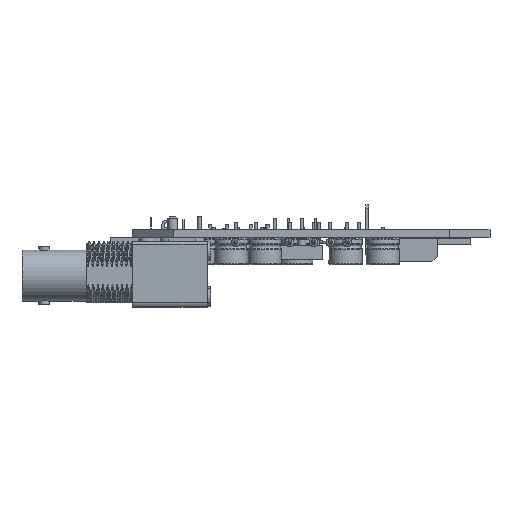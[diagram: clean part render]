
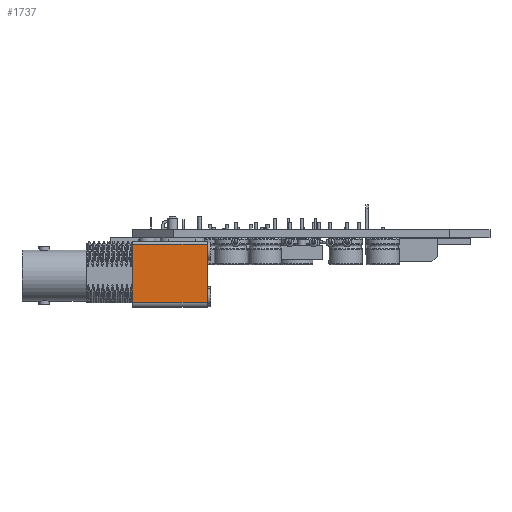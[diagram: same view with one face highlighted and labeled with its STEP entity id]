
A CAD part, front view. The second image highlights one B-rep face of the part: STEP entity #1737.
In plain terms, the highlighted face is planar.
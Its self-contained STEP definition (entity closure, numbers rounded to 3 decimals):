
#843 = EDGE_CURVE('',#844,#846,#848,.T.);
#844 = VERTEX_POINT('',#845);
#845 = CARTESIAN_POINT('',(7.35,-1.42,12.1));
#846 = VERTEX_POINT('',#847);
#847 = CARTESIAN_POINT('',(7.35,-1.42,1.2));
#848 = LINE('',#849,#850);
#849 = CARTESIAN_POINT('',(7.35,-1.42,12.1));
#850 = VECTOR('',#851,1.);
#851 = DIRECTION('',(0.,0.,-1.));
#1172 = EDGE_CURVE('',#1173,#1175,#1177,.T.);
#1173 = VERTEX_POINT('',#1174);
#1174 = CARTESIAN_POINT('',(7.35,12.68,12.1));
#1175 = VERTEX_POINT('',#1176);
#1176 = CARTESIAN_POINT('',(7.35,12.68,1.2));
#1177 = LINE('',#1178,#1179);
#1178 = CARTESIAN_POINT('',(7.35,12.68,12.1));
#1179 = VECTOR('',#1180,1.);
#1180 = DIRECTION('',(0.,0.,-1.));
#1402 = EDGE_CURVE('',#846,#1175,#1403,.T.);
#1403 = LINE('',#1404,#1405);
#1404 = CARTESIAN_POINT('',(7.35,-1.42,1.2));
#1405 = VECTOR('',#1406,1.);
#1406 = DIRECTION('',(0.,1.,0.));
#1737 = ADVANCED_FACE('',(#1738),#1749,.F.);
#1738 = FACE_BOUND('',#1739,.F.);
#1739 = EDGE_LOOP('',(#1740,#1746,#1747,#1748));
#1740 = ORIENTED_EDGE('',*,*,#1741,.T.);
#1741 = EDGE_CURVE('',#844,#1173,#1742,.T.);
#1742 = LINE('',#1743,#1744);
#1743 = CARTESIAN_POINT('',(7.35,-1.42,12.1));
#1744 = VECTOR('',#1745,1.);
#1745 = DIRECTION('',(0.,1.,0.));
#1746 = ORIENTED_EDGE('',*,*,#1172,.T.);
#1747 = ORIENTED_EDGE('',*,*,#1402,.F.);
#1748 = ORIENTED_EDGE('',*,*,#843,.F.);
#1749 = PLANE('',#1750);
#1750 = AXIS2_PLACEMENT_3D('',#1751,#1752,#1753);
#1751 = CARTESIAN_POINT('',(7.35,-1.42,12.1));
#1752 = DIRECTION('',(-1.,0.,0.));
#1753 = DIRECTION('',(0.,0.,-1.));
